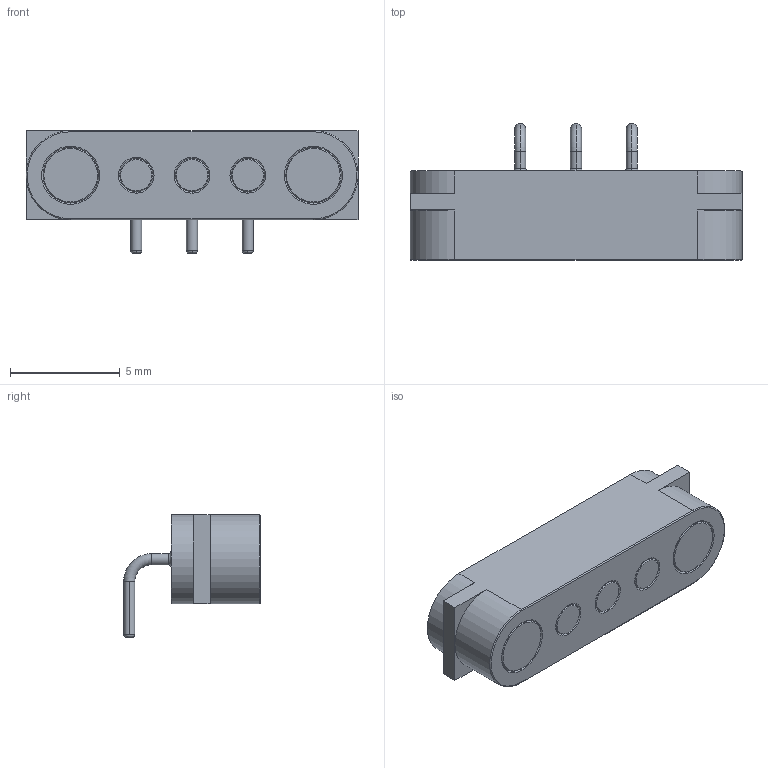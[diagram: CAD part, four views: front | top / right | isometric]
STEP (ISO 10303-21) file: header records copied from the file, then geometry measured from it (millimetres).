
FILE_DESCRIPTION (( 'STEP AP203' ), '1' );
FILE_NAME ('3pin_RA_mag_connector-PAD-Adafruit-5360.STEP', '2023-01-31T04:02:26', ( '' ), ( '' ), 'SwSTEP 2.0', 'SolidWorks 2013', '' );
FILE_SCHEMA (( 'CONFIG_CONTROL_DESIGN' ));
Length unit declared in the file: inch
Products named in the file (1): 3pin_RA_mag_connector-PAD-Adafruit-5360
Bounding box: 15.11 x 6.22 x 5.59 mm (x, y, z)
Volume: 240.9 mm3; surface area: 534.9 mm2
Topology: 6 solids, 6 shells, 105 faces, 230 edges, 140 vertices
Faces by surface type: cylinder 38, torus 30, plane 27, cone 10
Entity records: 3007 total; most frequent: DIRECTION 596, CARTESIAN_POINT 476, ORIENTED_EDGE 460, AXIS2_PLACEMENT_3D 260, EDGE_CURVE 230, CIRCLE 154, VERTEX_POINT 140, EDGE_LOOP 118
